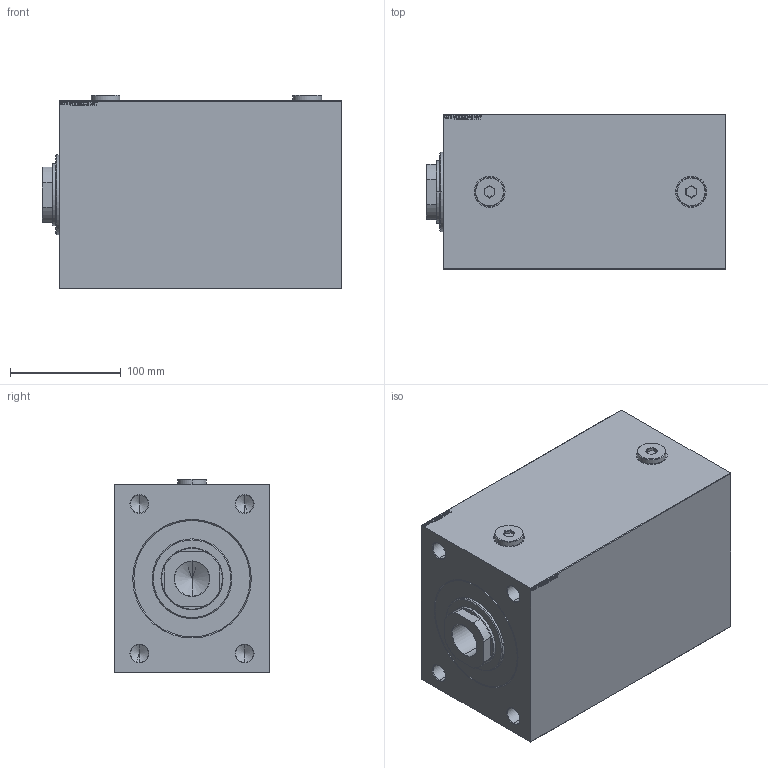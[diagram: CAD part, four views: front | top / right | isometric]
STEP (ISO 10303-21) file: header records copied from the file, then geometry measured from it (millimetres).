
FILE_DESCRIPTION (( 'STEP AP203' ), '1' );
FILE_NAME ('7391.STEP', '2025-04-15T18:37:09', ( '' ), ( '' ), 'SwSTEP 2.0', 'SolidWorks 2019', '' );
FILE_SCHEMA (( 'CONFIG_CONTROL_DESIGN' ));
Length unit declared in the file: millimetre
Products named in the file (5): V450CM_VC_B 0753b3f7f8f9cbe8962e36c3ee4ad195; V450CM_B_Body 0753b3f7f8f9cbe8962e36c3ee4ad195; 7391; Zatka_OIL_PORT 0753b3f7f8f9cbe8962e36c3ee4ad195; V450CM_B_VCP 0753b3f7f8f9cbe8962e36c3ee4ad195
Assembly tree (5 placements, depth 2):
  7391
    V450CM_B_Body 0753b3f7f8f9cbe8962e36c3ee4ad195
    V450CM_B_VCP 0753b3f7f8f9cbe8962e36c3ee4ad195
    V450CM_VC_B 0753b3f7f8f9cbe8962e36c3ee4ad195
    Zatka_OIL_PORT 0753b3f7f8f9cbe8962e36c3ee4ad195  x2
Bounding box: 270 x 140 x 174.9 mm (x, y, z)
Volume: 5198226 mm3; surface area: 390265.1 mm2
Topology: 5 solids, 5 shells, 932 faces, 2368 edges, 1545 vertices
Faces by surface type: plane 434, bspline 380, cylinder 68, cone 50
Entity records: 45573 total; most frequent: CARTESIAN_POINT 25516, ORIENTED_EDGE 4620, DIRECTION 2774, EDGE_CURVE 2310, VERTEX_POINT 1521, LINE 1376, VECTOR 1376, EDGE_LOOP 1039
